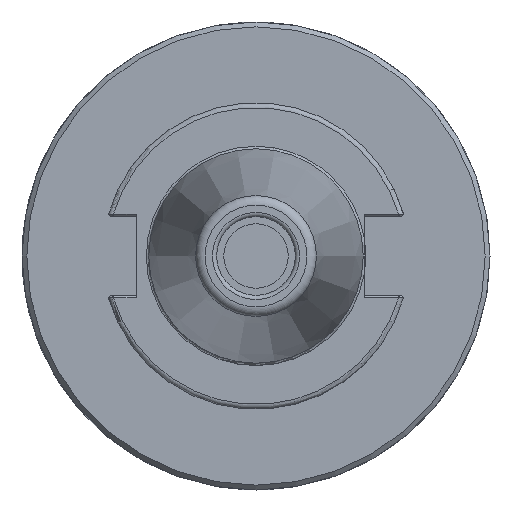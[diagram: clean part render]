
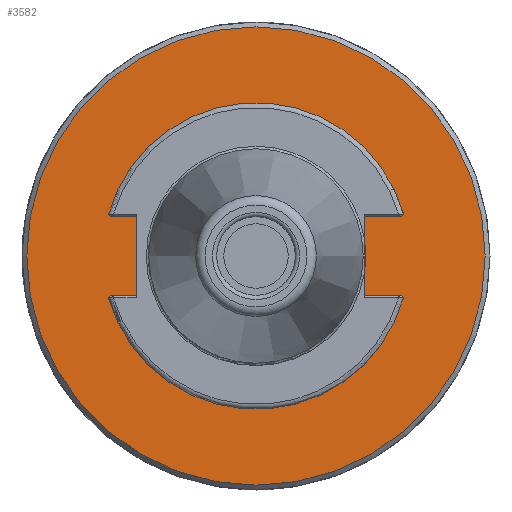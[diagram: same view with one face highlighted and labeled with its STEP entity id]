
A CAD part, left-side view. The second image highlights one B-rep face of the part: STEP entity #3582.
In plain terms, the highlighted planar face has unit normal (-1, 0, 0).
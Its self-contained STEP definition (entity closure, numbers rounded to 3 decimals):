
#102=FACE_BOUND('',#615,.T.);
#198=CIRCLE('',#3860,47.5);
#199=CIRCLE('',#3861,47.5);
#215=CIRCLE('',#3885,22.725);
#216=CIRCLE('',#3886,22.725);
#391=FACE_OUTER_BOUND('',#614,.T.);
#614=EDGE_LOOP('',(#2537,#2538));
#615=EDGE_LOOP('',(#2539,#2540));
#1494=VERTEX_POINT('',#5432);
#1495=VERTEX_POINT('',#5434);
#1508=VERTEX_POINT('',#5474);
#1509=VERTEX_POINT('',#5476);
#1872=EDGE_CURVE('',#1494,#1495,#198,.T.);
#1873=EDGE_CURVE('',#1495,#1494,#199,.T.);
#1892=EDGE_CURVE('',#1509,#1508,#215,.T.);
#1893=EDGE_CURVE('',#1508,#1509,#216,.T.);
#2537=ORIENTED_EDGE('',*,*,#1873,.F.);
#2538=ORIENTED_EDGE('',*,*,#1872,.F.);
#2539=ORIENTED_EDGE('',*,*,#1892,.T.);
#2540=ORIENTED_EDGE('',*,*,#1893,.T.);
#3431=PLANE('',#3887);
#3582=ADVANCED_FACE('',(#391,#102),#3431,.T.);
#3860=AXIS2_PLACEMENT_3D('',#5435,#4353,#4354);
#3861=AXIS2_PLACEMENT_3D('',#5436,#4355,#4356);
#3885=AXIS2_PLACEMENT_3D('',#5477,#4406,#4407);
#3886=AXIS2_PLACEMENT_3D('',#5478,#4408,#4409);
#3887=AXIS2_PLACEMENT_3D('',#5479,#4410,#4411);
#4353=DIRECTION('center_axis',(1.,0.,0.));
#4354=DIRECTION('ref_axis',(0.,0.,-1.));
#4355=DIRECTION('center_axis',(1.,0.,0.));
#4356=DIRECTION('ref_axis',(0.,0.,-1.));
#4406=DIRECTION('center_axis',(1.,0.,0.));
#4407=DIRECTION('ref_axis',(0.,0.,-1.));
#4408=DIRECTION('center_axis',(1.,0.,0.));
#4409=DIRECTION('ref_axis',(0.,0.,-1.));
#4410=DIRECTION('center_axis',(-1.,0.,0.));
#4411=DIRECTION('ref_axis',(0.,0.,1.));
#5432=CARTESIAN_POINT('',(34.995,-47.5,0.));
#5434=CARTESIAN_POINT('',(34.995,47.5,0.));
#5435=CARTESIAN_POINT('Origin',(34.995,0.,0.));
#5436=CARTESIAN_POINT('Origin',(34.995,0.,0.));
#5474=CARTESIAN_POINT('',(34.995,0.,22.725));
#5476=CARTESIAN_POINT('',(34.995,22.725,0.));
#5477=CARTESIAN_POINT('Origin',(34.995,0.,0.));
#5478=CARTESIAN_POINT('Origin',(34.995,0.,0.));
#5479=CARTESIAN_POINT('Origin',(34.995,47.5,0.));
